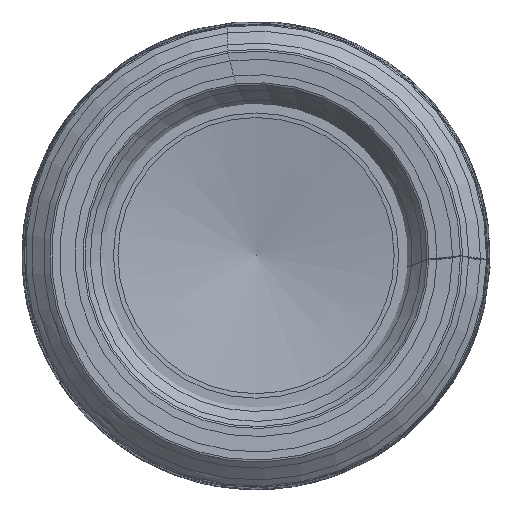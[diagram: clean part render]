
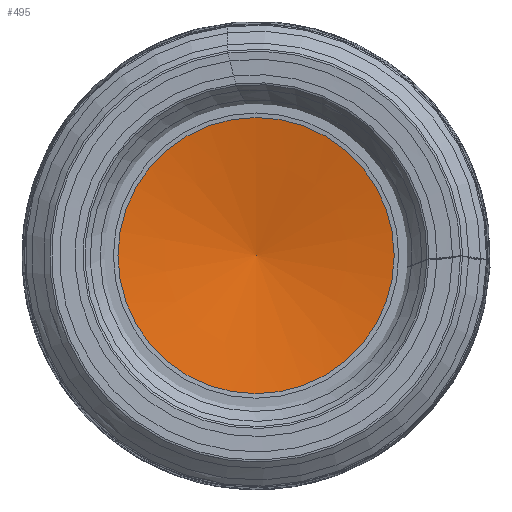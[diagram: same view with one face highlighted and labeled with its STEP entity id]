
A CAD part, left-side view. The second image highlights one B-rep face of the part: STEP entity #495.
In plain terms, the highlighted conical face has half-angle 80 degrees and reference radius 21.155 mm.
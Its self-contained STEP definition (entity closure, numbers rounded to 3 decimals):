
#468=CONICAL_SURFACE('',#1670,21.155,80.);
#472=VERTEX_LOOP('',#1250);
#495=ADVANCED_FACE('',(#664,#665),#468,.F.);
#664=FACE_BOUND('',#704,.T.);
#665=FACE_BOUND('',#472,.T.);
#704=EDGE_LOOP('',(#836));
#836=ORIENTED_EDGE('',*,*,#1366,.T.);
#1249=VERTEX_POINT('',#2301);
#1250=VERTEX_POINT('',#2303);
#1366=EDGE_CURVE('',#1249,#1249,#1574,.T.);
#1574=CIRCLE('',#1668,21.155);
#1668=AXIS2_PLACEMENT_3D('',#2300,#1873,#1874);
#1670=AXIS2_PLACEMENT_3D('',#2304,#1877,#1878);
#1873=DIRECTION('',(-1.,0.,0.));
#1874=DIRECTION('',(0.,0.,1.));
#1877=DIRECTION('',(-1.,0.,0.));
#1878=DIRECTION('',(0.,0.,1.));
#2300=CARTESIAN_POINT('',(3.761,0.,0.));
#2301=CARTESIAN_POINT('',(3.761,0.,21.155));
#2303=CARTESIAN_POINT('',(7.491,0.,0.));
#2304=CARTESIAN_POINT('',(3.761,0.,0.));
